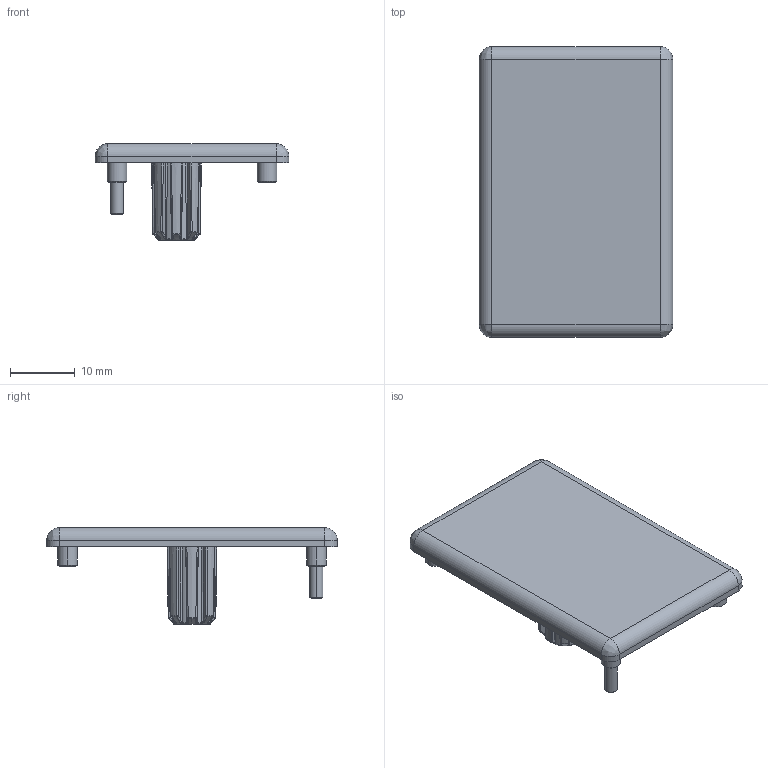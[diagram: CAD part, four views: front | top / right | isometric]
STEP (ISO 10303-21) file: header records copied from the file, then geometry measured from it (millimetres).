
FILE_DESCRIPTION (( 'STEP AP203' ), '1' );
FILE_NAME ('411531219.STEP', '2022-08-27T17:26:13', ( '' ), ( '' ), 'SwSTEP 2.0', 'SolidWorks 2014', '' );
FILE_SCHEMA (( 'CONFIG_CONTROL_DESIGN' ));
Length unit declared in the file: millimetre
Products named in the file (1): 411531219
Bounding box: 30 x 45 x 15 mm (x, y, z)
Volume: 3830.7 mm3; surface area: 3765.4 mm2
Topology: 1 solids, 1 shells, 301 faces, 651 edges, 340 vertices
Faces by surface type: bspline 174, cone 45, cylinder 44, plane 38
Entity records: 11615 total; most frequent: CARTESIAN_POINT 6238, ORIENTED_EDGE 1262, DIRECTION 893, EDGE_CURVE 631, AXIS2_PLACEMENT_3D 382, VERTEX_POINT 340, EDGE_LOOP 309, ADVANCED_FACE 301
